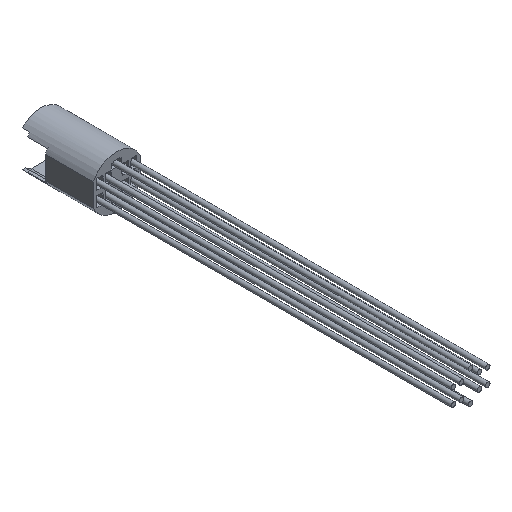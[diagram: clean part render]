
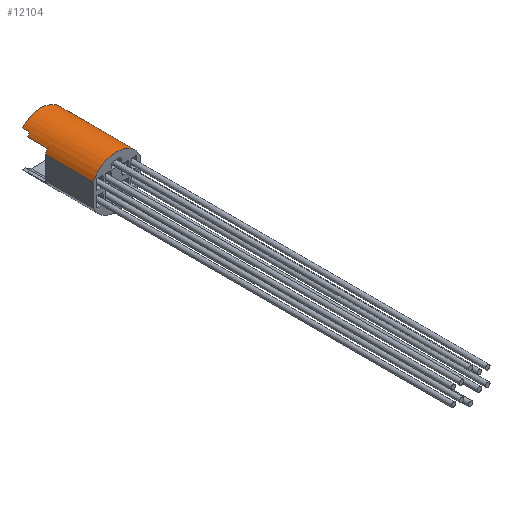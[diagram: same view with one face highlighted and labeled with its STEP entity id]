
A CAD part, isometric view. The second image highlights one B-rep face of the part: STEP entity #12104.
In plain terms, the highlighted cylindrical face has radius 10.3 mm (diameter 20.6 mm), a partial arc.
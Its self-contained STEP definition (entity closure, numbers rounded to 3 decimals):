
#112=CYLINDRICAL_SURFACE('',#12773,10.3);
#228=CIRCLE('',#12741,10.3);
#229=CIRCLE('',#12745,10.3);
#240=CIRCLE('',#12762,10.3);
#242=CIRCLE('',#12765,10.3);
#244=CIRCLE('',#12767,10.3);
#246=CIRCLE('',#12774,10.3);
#802=FACE_OUTER_BOUND('',#1448,.T.);
#1448=EDGE_LOOP('',(#9222,#9223,#9224,#9225,#9226,#9227,#9228,#9229,#9230,
#9231,#9232,#9233));
#2807=LINE('',#19136,#4165);
#2809=LINE('',#19141,#4167);
#2816=LINE('',#19158,#4174);
#2817=LINE('',#19162,#4175);
#2829=LINE('',#19204,#4187);
#2838=LINE('',#19233,#4196);
#4165=VECTOR('',#14659,10.);
#4167=VECTOR('',#14663,10.);
#4174=VECTOR('',#14678,10.);
#4175=VECTOR('',#14681,10.);
#4187=VECTOR('',#14725,10.);
#4196=VECTOR('',#14762,10.);
#5404=VERTEX_POINT('',#19133);
#5405=VERTEX_POINT('',#19135);
#5406=VERTEX_POINT('',#19139);
#5407=VERTEX_POINT('',#19140);
#5411=VERTEX_POINT('',#19150);
#5413=VERTEX_POINT('',#19156);
#5414=VERTEX_POINT('',#19160);
#5415=VERTEX_POINT('',#19161);
#5428=VERTEX_POINT('',#19201);
#5429=VERTEX_POINT('',#19203);
#5432=VERTEX_POINT('',#19215);
#5435=VERTEX_POINT('',#19232);
#6828=EDGE_CURVE('',#5405,#5404,#2807,.T.);
#6830=EDGE_CURVE('',#5406,#5407,#2809,.T.);
#6836=EDGE_CURVE('',#5404,#5411,#228,.T.);
#6839=EDGE_CURVE('',#5411,#5413,#2816,.T.);
#6840=EDGE_CURVE('',#5414,#5415,#2817,.T.);
#6844=EDGE_CURVE('',#5415,#5406,#229,.T.);
#6862=EDGE_CURVE('',#5428,#5429,#2829,.T.);
#6866=EDGE_CURVE('',#5405,#5407,#240,.T.);
#6870=EDGE_CURVE('',#5413,#5432,#242,.T.);
#6873=EDGE_CURVE('',#5428,#5414,#244,.T.);
#6878=EDGE_CURVE('',#5432,#5435,#2838,.T.);
#6879=EDGE_CURVE('',#5435,#5429,#246,.T.);
#9222=ORIENTED_EDGE('',*,*,#6830,.T.);
#9223=ORIENTED_EDGE('',*,*,#6866,.F.);
#9224=ORIENTED_EDGE('',*,*,#6828,.T.);
#9225=ORIENTED_EDGE('',*,*,#6836,.T.);
#9226=ORIENTED_EDGE('',*,*,#6839,.T.);
#9227=ORIENTED_EDGE('',*,*,#6870,.T.);
#9228=ORIENTED_EDGE('',*,*,#6878,.T.);
#9229=ORIENTED_EDGE('',*,*,#6879,.T.);
#9230=ORIENTED_EDGE('',*,*,#6862,.F.);
#9231=ORIENTED_EDGE('',*,*,#6873,.T.);
#9232=ORIENTED_EDGE('',*,*,#6840,.T.);
#9233=ORIENTED_EDGE('',*,*,#6844,.T.);
#12104=ADVANCED_FACE('',(#802),#112,.T.);
#12741=AXIS2_PLACEMENT_3D('',#19152,#14672,#14673);
#12745=AXIS2_PLACEMENT_3D('',#19169,#14687,#14688);
#12762=AXIS2_PLACEMENT_3D('',#19210,#14732,#14733);
#12765=AXIS2_PLACEMENT_3D('',#19217,#14740,#14741);
#12767=AXIS2_PLACEMENT_3D('',#19221,#14745,#14746);
#12773=AXIS2_PLACEMENT_3D('',#19231,#14760,#14761);
#12774=AXIS2_PLACEMENT_3D('',#19234,#14763,#14764);
#14659=DIRECTION('',(0.,-1.,0.));
#14663=DIRECTION('',(0.,1.,0.));
#14672=DIRECTION('center_axis',(0.,-1.,0.));
#14673=DIRECTION('ref_axis',(-0.898,0.,-0.44));
#14678=DIRECTION('',(0.,-1.,0.));
#14681=DIRECTION('',(0.,1.,0.));
#14687=DIRECTION('center_axis',(0.,-1.,0.));
#14688=DIRECTION('ref_axis',(-0.898,0.,-0.44));
#14725=DIRECTION('',(0.,-1.,0.));
#14732=DIRECTION('center_axis',(0.,1.,0.));
#14733=DIRECTION('ref_axis',(-0.898,0.,-0.44));
#14740=DIRECTION('center_axis',(0.,-1.,0.));
#14741=DIRECTION('ref_axis',(-0.898,0.,-0.44));
#14745=DIRECTION('center_axis',(0.,-1.,0.));
#14746=DIRECTION('ref_axis',(-0.898,0.,-0.44));
#14760=DIRECTION('center_axis',(0.,-1.,0.));
#14761=DIRECTION('ref_axis',(-0.898,0.,-0.44));
#14762=DIRECTION('',(0.,-1.,0.));
#14763=DIRECTION('center_axis',(0.,1.,0.));
#14764=DIRECTION('ref_axis',(-0.898,0.,-0.44));
#19133=CARTESIAN_POINT('',(-7.365,9.,7.15));
#19135=CARTESIAN_POINT('',(-7.365,12.,7.15));
#19136=CARTESIAN_POINT('',(-7.365,12.,7.15));
#19139=CARTESIAN_POINT('',(7.365,9.,7.15));
#19140=CARTESIAN_POINT('',(7.365,12.,7.15));
#19141=CARTESIAN_POINT('',(7.365,12.,7.15));
#19150=CARTESIAN_POINT('',(-8.335,9.,6.));
#19152=CARTESIAN_POINT('Origin',(0.,9.,-0.051));
#19156=CARTESIAN_POINT('',(-8.335,1.,6.));
#19158=CARTESIAN_POINT('',(-8.335,12.,6.));
#19160=CARTESIAN_POINT('',(8.335,1.,6.));
#19161=CARTESIAN_POINT('',(8.335,9.,6.));
#19162=CARTESIAN_POINT('',(8.335,12.,6.));
#19169=CARTESIAN_POINT('Origin',(0.,9.,-0.051));
#19201=CARTESIAN_POINT('',(9.25,1.,4.48));
#19203=CARTESIAN_POINT('',(9.25,-18.,4.48));
#19204=CARTESIAN_POINT('',(9.25,12.,4.48));
#19210=CARTESIAN_POINT('Origin',(0.,12.,-0.051));
#19215=CARTESIAN_POINT('',(-9.25,1.,4.48));
#19217=CARTESIAN_POINT('Origin',(0.,1.,
-0.051));
#19221=CARTESIAN_POINT('Origin',(0.,1.,
-0.051));
#19231=CARTESIAN_POINT('Origin',(0.,12.,-0.051));
#19232=CARTESIAN_POINT('',(-9.25,-18.,4.48));
#19233=CARTESIAN_POINT('',(-9.25,12.,4.48));
#19234=CARTESIAN_POINT('Origin',(0.,-18.,-0.051));
